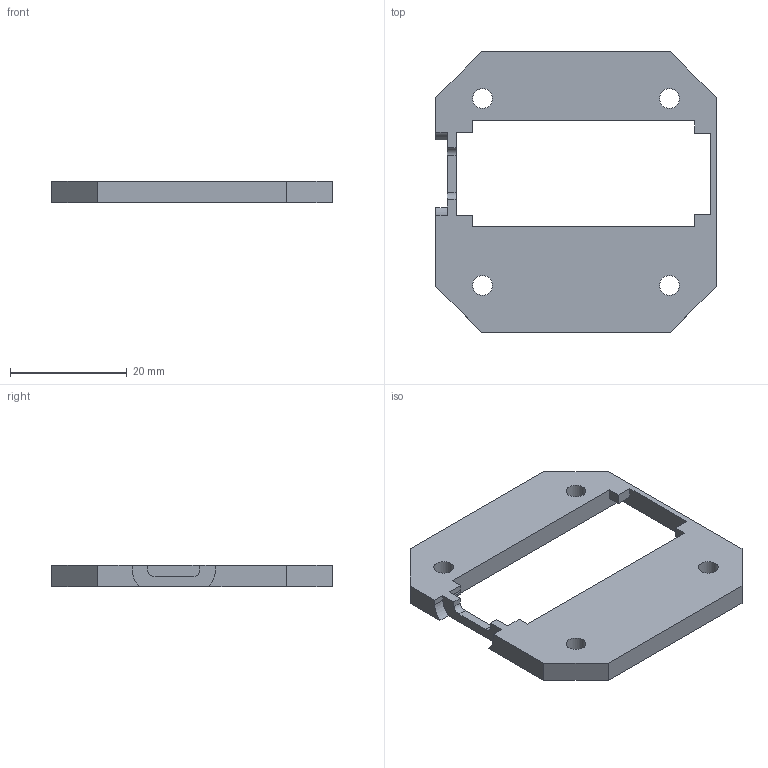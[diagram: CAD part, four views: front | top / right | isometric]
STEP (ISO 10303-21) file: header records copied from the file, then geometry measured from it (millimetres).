
FILE_DESCRIPTION(/* description */ (''),/* implementation_level */ '2;1');
FILE_NAME(/* name */ 'BottomCoverTop.step',/* time_stamp */ '2025-06-26T08:31:45+09:00',/* author */ (''),/* organization */ (''),/* preprocessor_version */ 'ST-DEVELOPER v20.1',/* originating_system */ 'Autodesk Translation Framework v14.10.0.0',/* authorisation */ '');
FILE_SCHEMA (('AUTOMOTIVE_DESIGN { 1 0 10303 214 3 1 1 }'));
Length unit declared in the file: millimetre
Products named in the file (1): BottomCoverTop
Bounding box: 48.02 x 48.02 x 3.6 mm (x, y, z)
Volume: 4794.5 mm3; surface area: 3920.7 mm2
Topology: 1 solids, 1 shells, 49 faces, 145 edges, 97 vertices
Faces by surface type: plane 35, cylinder 14
Full cylindrical faces by diameter (mm): 3.4 x4
Entity records: 1695 total; most frequent: CARTESIAN_POINT 292, ORIENTED_EDGE 290, DIRECTION 273, EDGE_CURVE 145, LINE 117, VECTOR 117, VERTEX_POINT 97, AXIS2_PLACEMENT_3D 78
